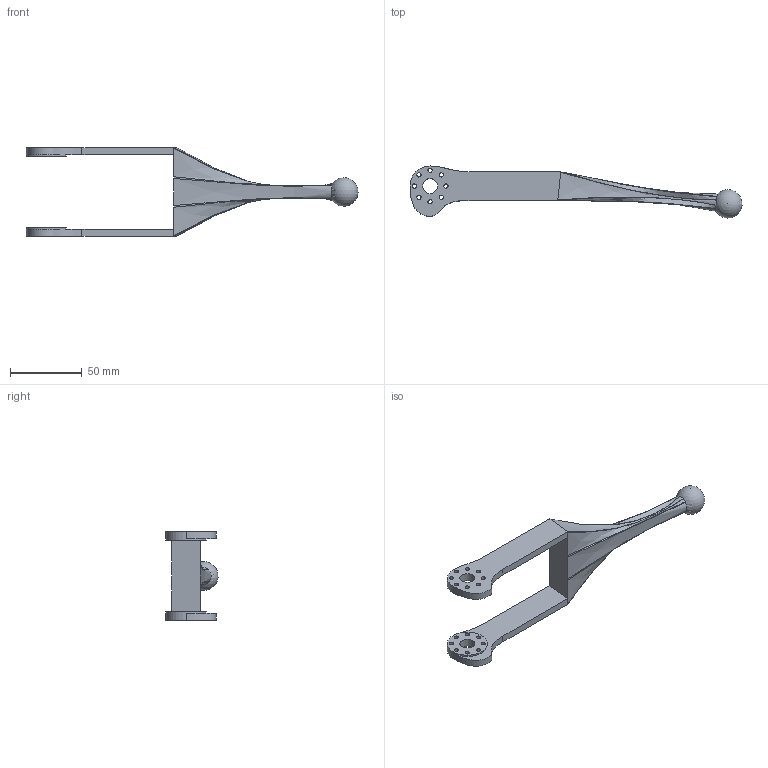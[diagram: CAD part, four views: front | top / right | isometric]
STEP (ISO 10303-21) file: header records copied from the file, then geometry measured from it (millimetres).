
FILE_DESCRIPTION(('Open CASCADE Model'),'2;1');
FILE_NAME('Open CASCADE Shape Model','2025-08-14T15:00:52',('Author'),( 'Open CASCADE'),'Open CASCADE STEP processor 7.8','Open CASCADE 7.8' ,'Unknown');
FILE_SCHEMA(('AUTOMOTIVE_DESIGN { 1 0 10303 214 1 1 1 1 }'));
Length unit declared in the file: millimetre
Products named in the file (1): Open CASCADE STEP translator 7.8 1
Bounding box: 231.3 x 36.26 x 62 mm (x, y, z)
Volume: 59518.3 mm3; surface area: 22067.3 mm2
Topology: 1 solids, 1 shells, 57 faces, 160 edges, 104 vertices
Faces by surface type: cylinder 20, bspline 17, plane 15, extrusion 4, sphere 1
Full cylindrical faces by diameter (mm): 3 x16, 10.5 x2, 28 x2
Entity records: 4919 total; most frequent: CARTESIAN_POINT 1882, DIRECTION 484, ORIENTED_EDGE 314, PCURVE 314, DEFINITIONAL_REPRESENTATION 314, VECTOR 278, LINE 274, EDGE_CURVE 157
